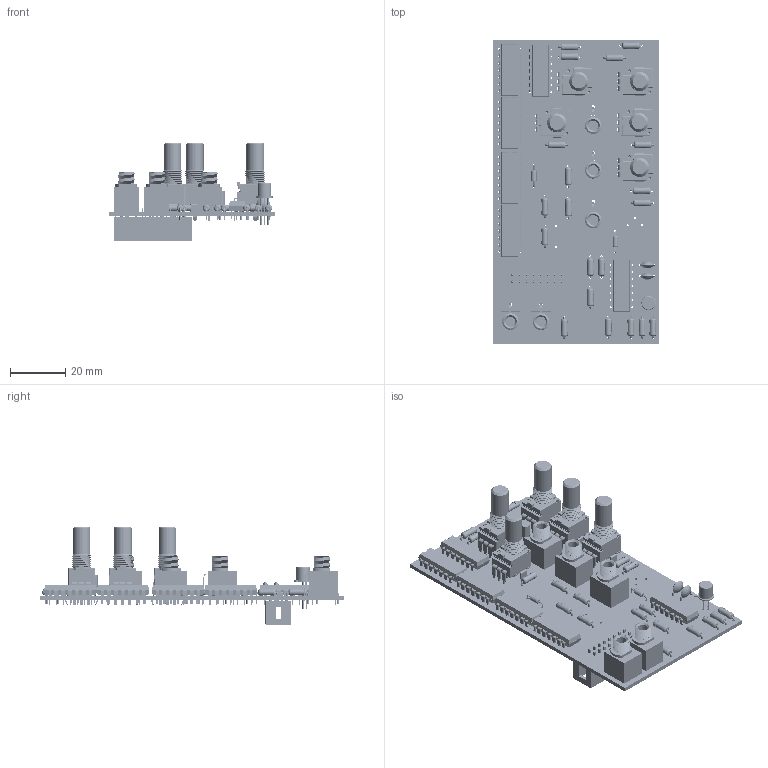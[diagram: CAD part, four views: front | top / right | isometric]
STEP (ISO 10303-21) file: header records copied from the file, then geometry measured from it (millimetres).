
FILE_DESCRIPTION(('KiCad electronic assembly'),'2;1');
FILE_NAME('VCOfinal.step','2025-07-07T18:48:41',('Pcbnew'),('Kicad'), 'Open CASCADE STEP processor 7.8','KiCad to STEP converter','Unknown' );
FILE_SCHEMA(('AUTOMOTIVE_DESIGN { 1 0 10303 214 1 1 1 1 }'));
Length unit declared in the file: millimetre
Products named in the file (14): VCOfinal 1; PJ301M-12 Thonkiconn v0.2; 1; 2; 3; R_Axial_DIN0207_L6.3mm_D2.5mm_P7.62mm_Horizontal; DIP-14_W7.62mm; D_DO-35_SOD27_P7.62mm_Horizontal; TO-92_Inline; RD901F-40-15R1; C_Disc_D5.0mm_W2.5mm_P5.00mm; TO-18-3; IDC-Header_2x08_P2.54mm_Vertical; DOMSynth_PCB
Assembly tree (48 placements, depth 3):
  VCOfinal 1
    PJ301M-12 Thonkiconn v0.2  x5
      1
      2
      3
    R_Axial_DIN0207_L6.3mm_D2.5mm_P7.62mm_Horizontal  x20
    DIP-14_W7.62mm  x6
    D_DO-35_SOD27_P7.62mm_Horizontal  x2
    TO-92_Inline  x2
    RD901F-40-15R1  x5
    C_Disc_D5.0mm_W2.5mm_P5.00mm  x2
    TO-18-3
    IDC-Header_2x08_P2.54mm_Vertical
    DOMSynth_PCB
Bounding box: 60 x 110 x 35.78 mm (x, y, z)
Volume: 22607.5 mm3; surface area: 35804 mm2
Topology: 97 solids, 97 shells, 4213 faces, 10680 edges, 6814 vertices
Faces by surface type: plane 2640, cylinder 1163, bspline 186, torus 133, sphere 59, cone 26, revolution 6
Full cylindrical faces by diameter (mm): 0.48 x3, 0.5 x14, 0.6 x40, 0.7 x3, 0.75 x6, 0.8 x144, 0.813 x3, 1 x37, 1.2 x50, 1.22 x5, 1.42 x5, 1.43 x5, 1.8 x10, 2 x4, 2.02 x2, 2.25 x20, 2.5 x40, 3.6 x5, 3.966 x5, 4.95 x1, 6.048 x15, 6.32 x5, 6.908 x20
Entity records: 47269 total; most frequent: CARTESIAN_POINT 10163, DIRECTION 6479, ORIENTED_EDGE 6372, EDGE_CURVE 3186, LINE 2275, VECTOR 2275, AXIS2_PLACEMENT_3D 2100, VERTEX_POINT 2037
